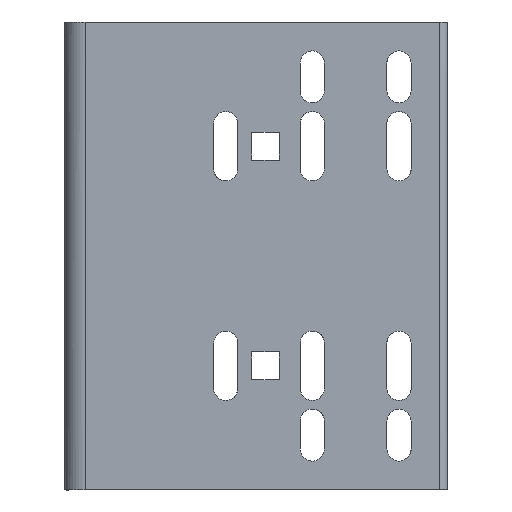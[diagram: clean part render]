
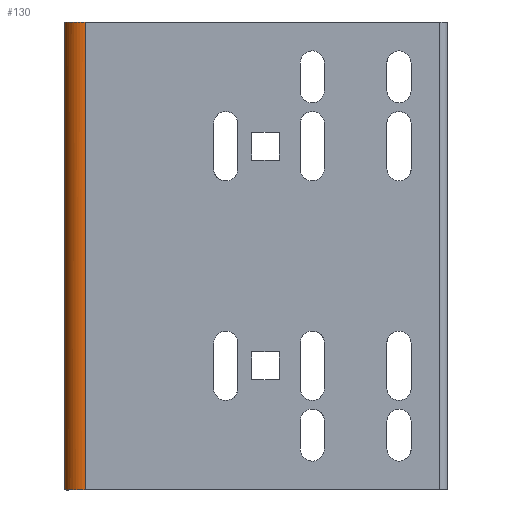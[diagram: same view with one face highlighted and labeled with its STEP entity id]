
A CAD part, left-side view. The second image highlights one B-rep face of the part: STEP entity #130.
In plain terms, the highlighted free-form (B-spline) face has degree [2, 1] with [9, 2] control points.
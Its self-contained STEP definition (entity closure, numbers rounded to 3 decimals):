
#130=ADVANCED_FACE('',(#293),#2944,.T.);
#293=FACE_OUTER_BOUND('',#502,.T.);
#502=EDGE_LOOP('',(#1090,#1091,#1092,#1093));
#1090=ORIENTED_EDGE('',*,*,#1812,.F.);
#1091=ORIENTED_EDGE('',*,*,#1815,.F.);
#1092=ORIENTED_EDGE('',*,*,#1816,.T.);
#1093=ORIENTED_EDGE('',*,*,#1817,.F.);
#1812=EDGE_CURVE('',#2750,#2676,#2343,.T.);
#1815=EDGE_CURVE('',#2749,#2750,#2344,.T.);
#1816=EDGE_CURVE('',#2749,#2677,#2345,.T.);
#1817=EDGE_CURVE('',#2676,#2677,#2346,.T.);
#2343=(
BOUNDED_CURVE()
B_SPLINE_CURVE(1,(#5420,#5421),.UNSPECIFIED.,.F.,.F.)
B_SPLINE_CURVE_WITH_KNOTS((2,2),(-135.,0.),.UNSPECIFIED.)
CURVE()
GEOMETRIC_REPRESENTATION_ITEM()
RATIONAL_B_SPLINE_CURVE((1.,1.))
REPRESENTATION_ITEM('')
);
#2344=(
BOUNDED_CURVE()
B_SPLINE_CURVE(2,(#5426,#5427,#5428,#5429,#5430),.UNSPECIFIED.,.F.,.F.)
B_SPLINE_CURVE_WITH_KNOTS((3,2,3),(0.,9.425,18.85),
 .UNSPECIFIED.)
CURVE()
GEOMETRIC_REPRESENTATION_ITEM()
RATIONAL_B_SPLINE_CURVE((1.,0.707,1.,0.707,1.))
REPRESENTATION_ITEM('')
);
#2345=(
BOUNDED_CURVE()
B_SPLINE_CURVE(1,(#5431,#5432),.UNSPECIFIED.,.F.,.F.)
B_SPLINE_CURVE_WITH_KNOTS((2,2),(0.,135.),.UNSPECIFIED.)
CURVE()
GEOMETRIC_REPRESENTATION_ITEM()
RATIONAL_B_SPLINE_CURVE((1.,1.))
REPRESENTATION_ITEM('')
);
#2346=(
BOUNDED_CURVE()
B_SPLINE_CURVE(2,(#5433,#5434,#5435,#5436,#5437),.UNSPECIFIED.,.F.,.F.)
B_SPLINE_CURVE_WITH_KNOTS((3,2,3),(0.,9.425,18.85),
 .UNSPECIFIED.)
CURVE()
GEOMETRIC_REPRESENTATION_ITEM()
RATIONAL_B_SPLINE_CURVE((1.,0.707,1.,0.707,1.))
REPRESENTATION_ITEM('')
);
#2676=VERTEX_POINT('',#4661);
#2677=VERTEX_POINT('',#4662);
#2749=VERTEX_POINT('',#4734);
#2750=VERTEX_POINT('',#4735);
#2944=(
BOUNDED_SURFACE()
B_SPLINE_SURFACE(2,1,((#3498,#3499),(#3500,#3501),(#3502,#3503),(#3504,
#3505),(#3506,#3507),(#3508,#3509),(#3510,#3511),(#3512,#3513),(#3514,#3515)),
 .UNSPECIFIED.,.T.,.F.,.F.)
B_SPLINE_SURFACE_WITH_KNOTS((3,2,2,2,3),(2,2),(0.,1.571,3.142,
4.712,6.283),(0.,162.6),.UNSPECIFIED.)
GEOMETRIC_REPRESENTATION_ITEM()
RATIONAL_B_SPLINE_SURFACE(((1.,1.),(0.707,0.707),
(1.,1.),(0.707,0.707),(1.,1.),(0.707,
0.707),(1.,1.),(0.707,0.707),(1.,1.)))
REPRESENTATION_ITEM('')
SURFACE()
);
#3498=CARTESIAN_POINT('',(-44.,98.5,-81.3));
#3499=CARTESIAN_POINT('',(-44.,98.5,81.3));
#3500=CARTESIAN_POINT('',(-38.,98.5,-81.3));
#3501=CARTESIAN_POINT('',(-38.,98.5,81.3));
#3502=CARTESIAN_POINT('',(-38.,104.5,-81.3));
#3503=CARTESIAN_POINT('',(-38.,104.5,81.3));
#3504=CARTESIAN_POINT('',(-38.,110.5,-81.3));
#3505=CARTESIAN_POINT('',(-38.,110.5,81.3));
#3506=CARTESIAN_POINT('',(-44.,110.5,-81.3));
#3507=CARTESIAN_POINT('',(-44.,110.5,81.3));
#3508=CARTESIAN_POINT('',(-50.,110.5,-81.3));
#3509=CARTESIAN_POINT('',(-50.,110.5,81.3));
#3510=CARTESIAN_POINT('',(-50.,104.5,-81.3));
#3511=CARTESIAN_POINT('',(-50.,104.5,81.3));
#3512=CARTESIAN_POINT('',(-50.,98.5,-81.3));
#3513=CARTESIAN_POINT('',(-50.,98.5,81.3));
#3514=CARTESIAN_POINT('',(-44.,98.5,-81.3));
#3515=CARTESIAN_POINT('',(-44.,98.5,81.3));
#4661=CARTESIAN_POINT('',(-38.,104.5,67.5));
#4662=CARTESIAN_POINT('',(-50.,104.5,67.5));
#4734=CARTESIAN_POINT('',(-50.,104.5,-67.5));
#4735=CARTESIAN_POINT('',(-38.,104.5,-67.5));
#5420=CARTESIAN_POINT('',(-38.,104.5,-67.5));
#5421=CARTESIAN_POINT('',(-38.,104.5,67.5));
#5426=CARTESIAN_POINT('',(-50.,104.5,-67.5));
#5427=CARTESIAN_POINT('',(-50.,110.5,-67.5));
#5428=CARTESIAN_POINT('',(-44.,110.5,-67.5));
#5429=CARTESIAN_POINT('',(-38.,110.5,-67.5));
#5430=CARTESIAN_POINT('',(-38.,104.5,-67.5));
#5431=CARTESIAN_POINT('',(-50.,104.5,-67.5));
#5432=CARTESIAN_POINT('',(-50.,104.5,67.5));
#5433=CARTESIAN_POINT('',(-38.,104.5,67.5));
#5434=CARTESIAN_POINT('',(-38.,110.5,67.5));
#5435=CARTESIAN_POINT('',(-44.,110.5,67.5));
#5436=CARTESIAN_POINT('',(-50.,110.5,67.5));
#5437=CARTESIAN_POINT('',(-50.,104.5,67.5));
